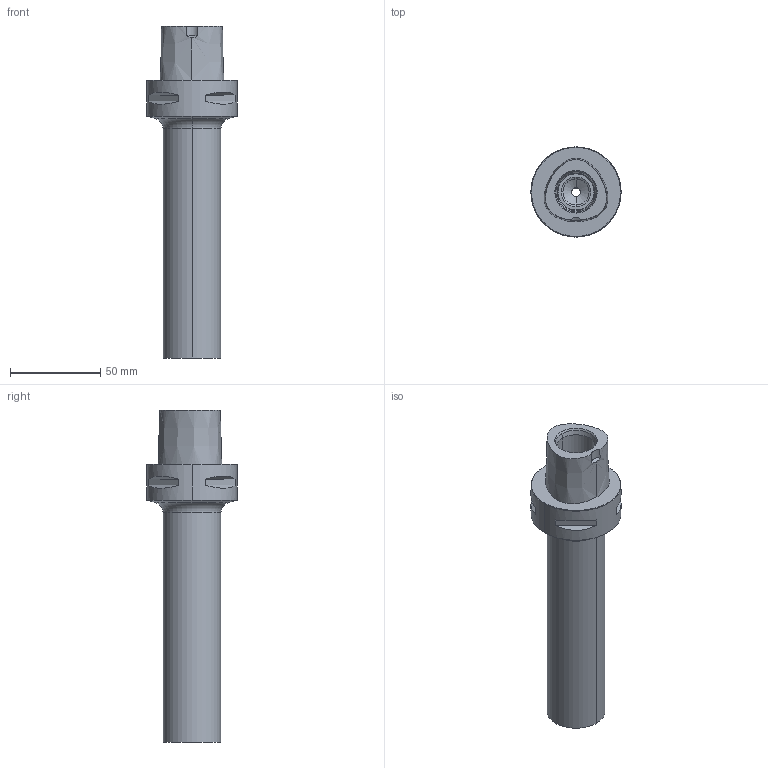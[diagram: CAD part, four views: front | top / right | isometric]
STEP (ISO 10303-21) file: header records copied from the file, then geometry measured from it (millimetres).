
FILE_DESCRIPTION((''),'2;1');
FILE_NAME('8419833294','2022-12-08T10:17:47',('thiemer'),(''),'CREO PARAMETRIC BY PTC INC, 2021164','CREO PARAMETRIC BY PTC INC, 2021164','');
FILE_SCHEMA(('AP242_MANAGED_MODEL_BASED_3D_ENGINEERING_MIM_LF { 1 0 10303 442 1 1 4 }'));
Length unit declared in the file: millimetre
Products named in the file (1): 8419833294
Bounding box: 50 x 50 x 184 mm (x, y, z)
Volume: 161058 mm3; surface area: 28091.5 mm2
Topology: 1 solids, 1 shells, 46 faces, 96 edges, 58 vertices
Faces by surface type: plane 16, cone 15, cylinder 11, bspline 2, torus 2
Entity records: 2054 total; most frequent: CARTESIAN_POINT 485, DIRECTION 247, ORIENTED_EDGE 192, PRESENTATION_STYLE_ASSIGNMENT 110, STYLED_ITEM 110, CURVE_STYLE 109, AXIS2_PLACEMENT_3D 98, EDGE_CURVE 96
